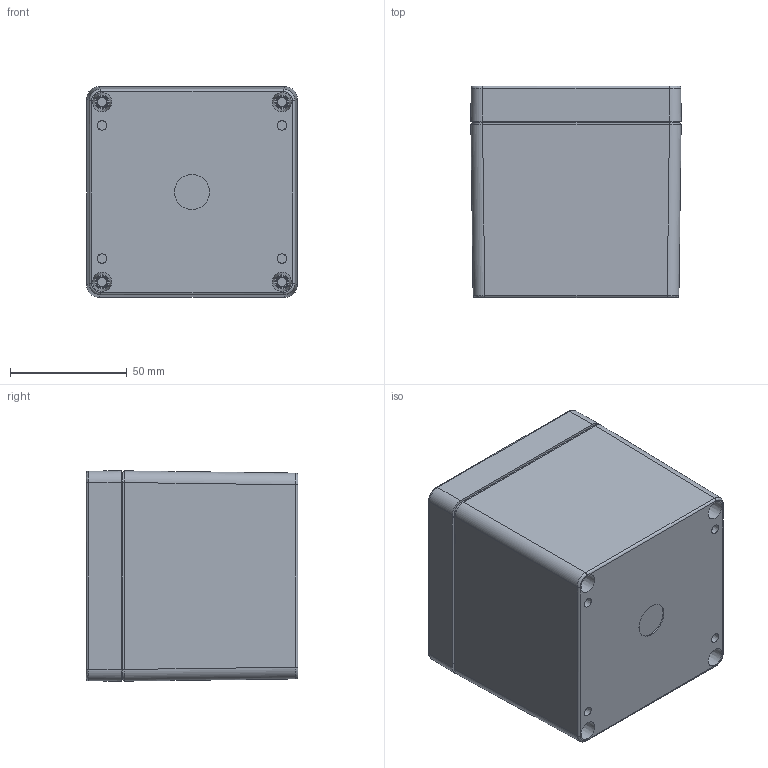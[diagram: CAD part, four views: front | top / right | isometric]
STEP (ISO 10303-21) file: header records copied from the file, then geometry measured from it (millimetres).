
FILE_DESCRIPTION (( 'STEP AP214' ), '1' );
FILE_NAME ('1554EE2GY.STEP', '2020-11-05T21:54:03', ( '' ), ( '' ), 'SwSTEP 2.0', 'SolidWorks 2019', '' );
FILE_SCHEMA (( 'AUTOMOTIVE_DESIGN' ));
Length unit declared in the file: inch
Products named in the file (1): 1554EE2GY
Bounding box: 90 x 90.5 x 90 mm (x, y, z)
Volume: 172788.2 mm3; surface area: 130928.3 mm2
Topology: 16 solids, 16 shells, 1813 faces, 4704 edges, 3061 vertices
Faces by surface type: plane 694, bspline 564, cylinder 337, cone 218
Full cylindrical faces by diameter (mm): 2 x4, 2.464 x4, 2.794 x2, 3 x1, 3.251 x4, 3.43 x4, 3.5 x4, 3.734 x4, 3.81 x12, 3.88 x4, 3.912 x4, 5.334 x4, 5.537 x8, 6.35 x8, 7 x1, 15 x1
Entity records: 91595 total; most frequent: CARTESIAN_POINT 27355, ORIENTED_EDGE 9012, DIRECTION 6930, EDGE_CURVE 4506, VERTEX_POINT 3015, LINE 2396, VECTOR 2396, AXIS2_PLACEMENT_3D 2267
